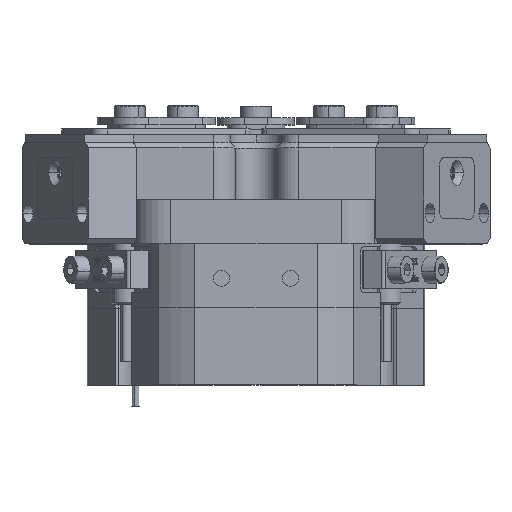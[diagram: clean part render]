
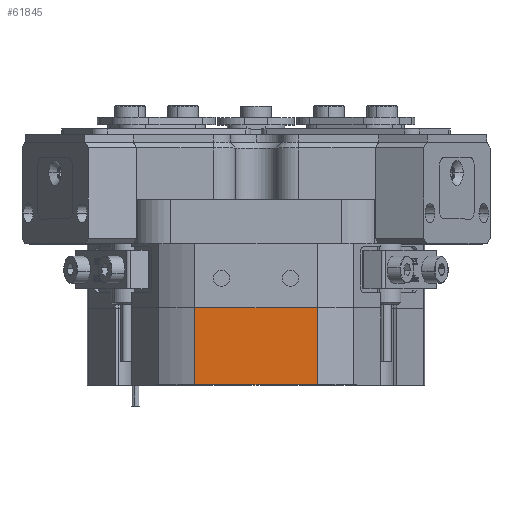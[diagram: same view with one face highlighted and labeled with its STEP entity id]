
A CAD part, top view. The second image highlights one B-rep face of the part: STEP entity #61845.
In plain terms, the highlighted planar face has unit normal (0, 0, 1).
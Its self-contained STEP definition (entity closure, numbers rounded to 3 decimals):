
#890 = CARTESIAN_POINT ( 'NONE',  ( -71.014, 20.1, 41. ) ) ;
#897 = LINE ( 'NONE', #890, #55958 ) ;
#3889 = LINE ( 'NONE', #8179, #8011 ) ;
#4590 = VECTOR ( 'NONE', #17995, 1000. ) ;
#7618 = ORIENTED_EDGE ( 'NONE', *, *, #31623, .F. ) ;
#8011 = VECTOR ( 'NONE', #55414, 1000. ) ;
#8179 = CARTESIAN_POINT ( 'NONE',  ( 15.969, 20.1, 41. ) ) ;
#9183 = EDGE_CURVE ( 'NONE', #13535, #18438, #3889, .T. ) ;
#11600 = ORIENTED_EDGE ( 'NONE', *, *, #9183, .T. ) ;
#11895 = LINE ( 'NONE', #48746, #4590 ) ;
#13535 = VERTEX_POINT ( 'NONE', #38306 ) ;
#15361 = VERTEX_POINT ( 'NONE', #19830 ) ;
#17995 = DIRECTION ( 'NONE',  ( 1., 0., 0. ) ) ;
#18397 = VECTOR ( 'NONE', #22551, 1000. ) ;
#18438 = VERTEX_POINT ( 'NONE', #19559 ) ;
#19559 = CARTESIAN_POINT ( 'NONE',  ( 15.969, 20.1, 41. ) ) ;
#19830 = CARTESIAN_POINT ( 'NONE',  ( -15.969, 20.1, 41. ) ) ;
#21897 = ORIENTED_EDGE ( 'NONE', *, *, #26329, .T. ) ;
#22551 = DIRECTION ( 'NONE',  ( 0., -1., 0. ) ) ;
#26207 = EDGE_CURVE ( 'NONE', #15361, #27348, #62897, .T. ) ;
#26329 = EDGE_CURVE ( 'NONE', #27348, #13535, #11895, .T. ) ;
#26726 = DIRECTION ( 'NONE',  ( 1., 0., 0. ) ) ;
#27348 = VERTEX_POINT ( 'NONE', #57323 ) ;
#31623 = EDGE_CURVE ( 'NONE', #15361, #18438, #897, .T. ) ;
#37024 = DIRECTION ( 'NONE',  ( 1., 0., 0. ) ) ;
#38306 = CARTESIAN_POINT ( 'NONE',  ( 15.969, 0., 41. ) ) ;
#46939 = PLANE ( 'NONE',  #50921 ) ;
#48746 = CARTESIAN_POINT ( 'NONE',  ( 0., 0., 41. ) ) ;
#50921 = AXIS2_PLACEMENT_3D ( 'NONE', #67063, #52151, #37024 ) ;
#52151 = DIRECTION ( 'NONE',  ( 0., 0., 1. ) ) ;
#54460 = ORIENTED_EDGE ( 'NONE', *, *, #26207, .T. ) ;
#54983 = FACE_OUTER_BOUND ( 'NONE', #64672, .T. ) ;
#55414 = DIRECTION ( 'NONE',  ( 0., 1., 0. ) ) ;
#55958 = VECTOR ( 'NONE', #26726, 1000. ) ;
#57323 = CARTESIAN_POINT ( 'NONE',  ( -15.969, 0., 41. ) ) ;
#58494 = CARTESIAN_POINT ( 'NONE',  ( -15.969, 20.1, 41. ) ) ;
#61845 = ADVANCED_FACE ( 'NONE', ( #54983 ), #46939, .T. ) ;
#62897 = LINE ( 'NONE', #58494, #18397 ) ;
#64672 = EDGE_LOOP ( 'NONE', ( #54460, #21897, #11600, #7618 ) ) ;
#67063 = CARTESIAN_POINT ( 'NONE',  ( -71.014, 0., 41. ) ) ;
